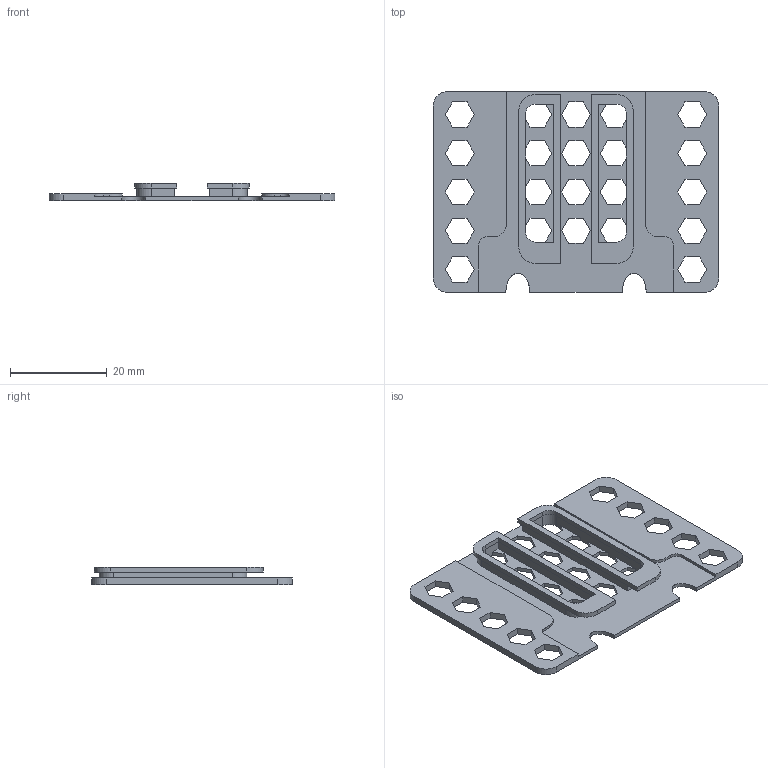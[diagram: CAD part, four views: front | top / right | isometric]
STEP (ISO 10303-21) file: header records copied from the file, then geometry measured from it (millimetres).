
FILE_DESCRIPTION(/* description */ (''),/* implementation_level */ '2;1');
FILE_NAME(/* name */ 'GoPro Screen Protection v27.step',/* time_stamp */ '2020-11-08T18:00:55+01:00',/* author */ (''),/* organization */ (''),/* preprocessor_version */ 'ST-DEVELOPER v18.1',/* originating_system */ 'Autodesk Translation Framework v9.3.0.1241',/* authorisation */ '');
FILE_SCHEMA (('AUTOMOTIVE_DESIGN { 1 0 10303 214 3 1 1 }'));
Length unit declared in the file: millimetre
Products named in the file (1): GoPro Screen Protection
Bounding box: 59 x 41.5 x 3.6 mm (x, y, z)
Volume: 2568.4 mm3; surface area: 5862.8 mm2
Topology: 3 solids, 3 shells, 206 faces, 612 edges, 408 vertices
Faces by surface type: plane 180, cylinder 24, bspline 2
Entity records: 6945 total; most frequent: CARTESIAN_POINT 1245, ORIENTED_EDGE 1224, DIRECTION 1074, EDGE_CURVE 612, LINE 560, VECTOR 560, VERTEX_POINT 408, AXIS2_PLACEMENT_3D 257
